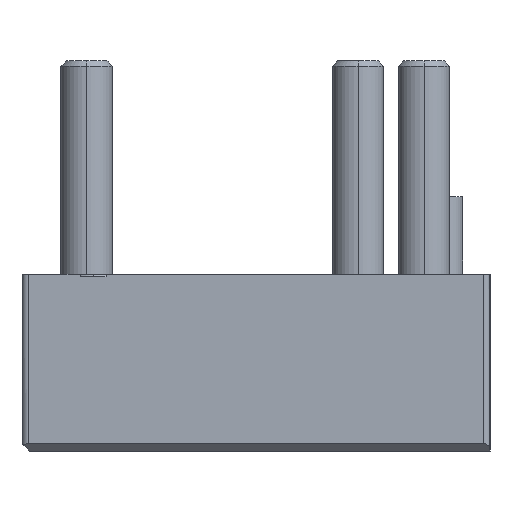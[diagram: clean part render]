
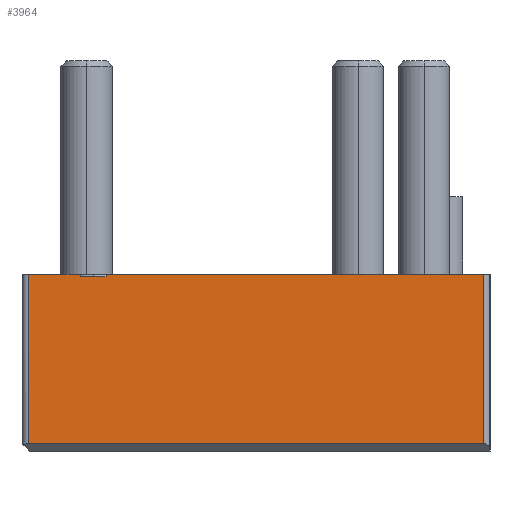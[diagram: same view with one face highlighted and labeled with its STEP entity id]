
A CAD part, left-side view. The second image highlights one B-rep face of the part: STEP entity #3964.
In plain terms, the highlighted planar face has unit normal (-1, 0, 0).
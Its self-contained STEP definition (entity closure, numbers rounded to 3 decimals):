
#225 = DIRECTION ( 'NONE',  ( 1., 0., 0. ) ) ;
#409 = EDGE_CURVE ( 'NONE', #11892, #12746, #10663, .T. ) ;
#760 = EDGE_CURVE ( 'NONE', #11589, #9346, #10546, .T. ) ;
#1161 = CARTESIAN_POINT ( 'NONE',  ( 0., 0.5, 6.85 ) ) ;
#1341 = EDGE_CURVE ( 'NONE', #11589, #10949, #5781, .T. ) ;
#1543 = CARTESIAN_POINT ( 'NONE',  ( 0., 35.7, 6.85 ) ) ;
#1559 = ORIENTED_EDGE ( 'NONE', *, *, #16154, .T. ) ;
#1675 = VECTOR ( 'NONE', #15626, 1000. ) ;
#2098 = ORIENTED_EDGE ( 'NONE', *, *, #1341, .F. ) ;
#2497 = DIRECTION ( 'NONE',  ( 0., -1., 0. ) ) ;
#2736 = CARTESIAN_POINT ( 'NONE',  ( 0., 0.5, 6.85 ) ) ;
#3358 = ORIENTED_EDGE ( 'NONE', *, *, #14288, .F. ) ;
#3850 = CARTESIAN_POINT ( 'NONE',  ( 0., 29.7, 6.85 ) ) ;
#3964 = ADVANCED_FACE ( 'NONE', ( #5484 ), #10839, .F. ) ;
#4137 = DIRECTION ( 'NONE',  ( 0., 0., -1. ) ) ;
#4209 = DIRECTION ( 'NONE',  ( 0., -1., 0. ) ) ;
#4513 = ORIENTED_EDGE ( 'NONE', *, *, #14729, .T. ) ;
#4912 = VECTOR ( 'NONE', #14417, 1000. ) ;
#5484 = FACE_OUTER_BOUND ( 'NONE', #6231, .T. ) ;
#5566 = DIRECTION ( 'NONE',  ( 0., 0., -1. ) ) ;
#5583 = VECTOR ( 'NONE', #15905, 1000. ) ;
#5781 = LINE ( 'NONE', #9644, #15620 ) ;
#5888 = VERTEX_POINT ( 'NONE', #9002 ) ;
#6231 = EDGE_LOOP ( 'NONE', ( #4513, #12119, #1559, #2098, #15907, #14122, #3358, #11372 ) ) ;
#6248 = LINE ( 'NONE', #14153, #4912 ) ;
#6411 = LINE ( 'NONE', #14150, #15519 ) ;
#6445 = VECTOR ( 'NONE', #4137, 1000. ) ;
#7104 = CARTESIAN_POINT ( 'NONE',  ( 0., 35.7, 6.85 ) ) ;
#7219 = VERTEX_POINT ( 'NONE', #9400 ) ;
#8957 = VERTEX_POINT ( 'NONE', #13424 ) ;
#9002 = CARTESIAN_POINT ( 'NONE',  ( 0., 31.7, 6.65 ) ) ;
#9157 = CARTESIAN_POINT ( 'NONE',  ( 0., 29.7, 6.85 ) ) ;
#9338 = DIRECTION ( 'NONE',  ( 0., 0., -1. ) ) ;
#9346 = VERTEX_POINT ( 'NONE', #12171 ) ;
#9400 = CARTESIAN_POINT ( 'NONE',  ( 0., 29.7, 6.65 ) ) ;
#9503 = LINE ( 'NONE', #9157, #10961 ) ;
#9644 = CARTESIAN_POINT ( 'NONE',  ( 0., 35.7, 6.85 ) ) ;
#10546 = LINE ( 'NONE', #11865, #5583 ) ;
#10663 = LINE ( 'NONE', #13296, #13268 ) ;
#10839 = PLANE ( 'NONE',  #14211 ) ;
#10949 = VERTEX_POINT ( 'NONE', #16969 ) ;
#10961 = VECTOR ( 'NONE', #9338, 1000. ) ;
#11282 = EDGE_CURVE ( 'NONE', #9346, #8957, #15454, .T. ) ;
#11372 = ORIENTED_EDGE ( 'NONE', *, *, #409, .F. ) ;
#11589 = VERTEX_POINT ( 'NONE', #7104 ) ;
#11865 = CARTESIAN_POINT ( 'NONE',  ( 0., 35.7, 6.85 ) ) ;
#11892 = VERTEX_POINT ( 'NONE', #3850 ) ;
#11947 = LINE ( 'NONE', #2736, #6445 ) ;
#12119 = ORIENTED_EDGE ( 'NONE', *, *, #17345, .T. ) ;
#12171 = CARTESIAN_POINT ( 'NONE',  ( 0., 35.7, -6.25 ) ) ;
#12746 = VERTEX_POINT ( 'NONE', #1161 ) ;
#13268 = VECTOR ( 'NONE', #2497, 1000. ) ;
#13296 = CARTESIAN_POINT ( 'NONE',  ( 0., 35.7, 6.85 ) ) ;
#13424 = CARTESIAN_POINT ( 'NONE',  ( 0., 0.5, -6.25 ) ) ;
#14122 = ORIENTED_EDGE ( 'NONE', *, *, #11282, .T. ) ;
#14150 = CARTESIAN_POINT ( 'NONE',  ( 0., 31.7, 6.65 ) ) ;
#14153 = CARTESIAN_POINT ( 'NONE',  ( 0., 29.7, 6.65 ) ) ;
#14211 = AXIS2_PLACEMENT_3D ( 'NONE', #1543, #225, #5566 ) ;
#14288 = EDGE_CURVE ( 'NONE', #12746, #8957, #11947, .T. ) ;
#14318 = CARTESIAN_POINT ( 'NONE',  ( 0., 40., -6.25 ) ) ;
#14417 = DIRECTION ( 'NONE',  ( 0., 1., 0. ) ) ;
#14729 = EDGE_CURVE ( 'NONE', #11892, #7219, #9503, .T. ) ;
#15454 = LINE ( 'NONE', #14318, #1675 ) ;
#15519 = VECTOR ( 'NONE', #16777, 1000. ) ;
#15620 = VECTOR ( 'NONE', #4209, 1000. ) ;
#15626 = DIRECTION ( 'NONE',  ( 0., -1., 0. ) ) ;
#15905 = DIRECTION ( 'NONE',  ( 0., 0., -1. ) ) ;
#15907 = ORIENTED_EDGE ( 'NONE', *, *, #760, .T. ) ;
#16154 = EDGE_CURVE ( 'NONE', #5888, #10949, #6411, .T. ) ;
#16777 = DIRECTION ( 'NONE',  ( 0., 0., 1. ) ) ;
#16969 = CARTESIAN_POINT ( 'NONE',  ( 0., 31.7, 6.85 ) ) ;
#17345 = EDGE_CURVE ( 'NONE', #7219, #5888, #6248, .T. ) ;
